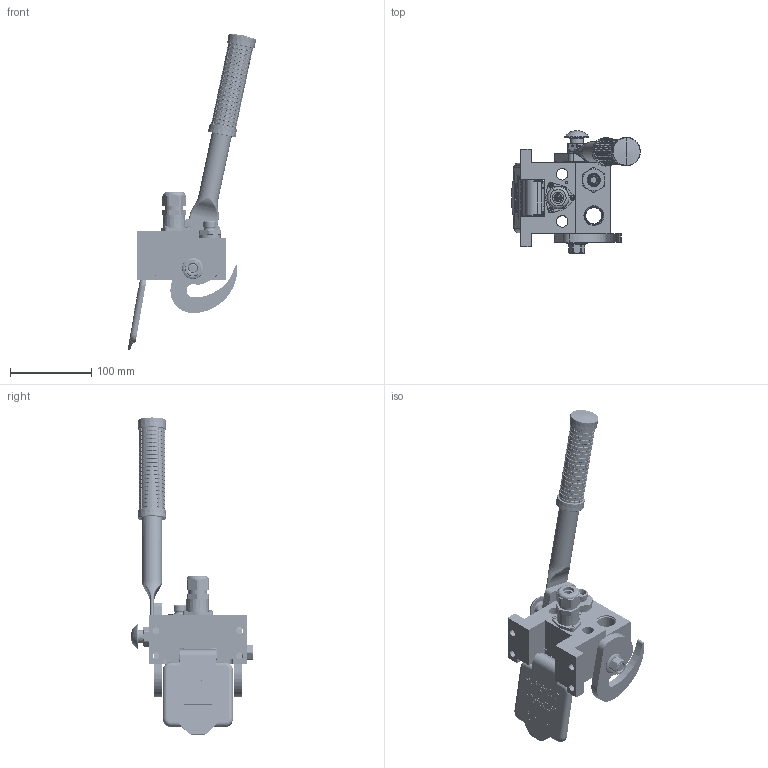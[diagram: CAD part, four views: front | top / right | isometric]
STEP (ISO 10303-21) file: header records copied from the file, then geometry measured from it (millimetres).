
FILE_DESCRIPTION (( 'STEP AP214' ), '1' );
FILE_NAME ('FASTER.step', '2024-12-25T09:04:55', ( '' ), ( '' ), 'SwSTEP 2.0', 'SolidWorks 2017', '' );
FILE_SCHEMA (( 'AUTOMOTIVE_DESIGN' ));
Length unit declared in the file: millimetre
Products named in the file (36): 2ffnb38-2_16_f; corpospel08-3f; 4820_001_0004_000; 4830_046_0000_000; 4830_025_0000_001; 4830_044_0000_000; 4850_024_2000_011; 4830_022_0000_011; 4820_024_1001_000; FASTER; 0048_042_0412_000; 4820_024_1001_010; CURS_MOLLA_38; conn_3p_f; 4850_024_0000_012; 4830_070_0000_001; 4830_025_2000_000; 4241_072_0000_200; or1_5x7_m; 4830_001_0005_300; 4820_024_1001_021; 4132_072_0000_300; 4820_001_0001_004; 4830_001_0005_301; sicura_p5; 4820_024_1001_020; 4820_020_0000_001; A_2ffnb38-2_16_f; or2x18; 4820_024_1001_000_ASM; 4132_014_0000_000; 1540_080_0012_000; P306_F_BASE; 4830_025_1000_000; et011
Assembly tree (41 placements, depth 4):
  FASTER
    P306_F_BASE
      4820_020_0000_001
      4820_001_0001_004
      4820_001_0004_000
      4830_001_0005_300
      4830_001_0005_301
      4830_025_1000_000
      4830_022_0000_011
      4830_070_0000_001
    conn_3p_f
      corpospel08-3f
      4830_044_0000_000  x3
      4830_046_0000_000
      4241_072_0000_200
    A_2ffnb38-2_16_f
      CURS_MOLLA_38
        4132_072_0000_300
        4132_014_0000_000
      2ffnb38-2_16_f
        2ffnb38-2_16_f
    4820_024_1001_000
      4820_024_1001_000_ASM
        4850_024_2000_011
        4820_024_1001_010
        4820_024_1001_021
      sicura_p5
        4830_025_0000_001
        or1_5x7_m
        0048_042_0412_000
      4830_025_1000_000
      4830_022_0000_011
      4820_024_1001_020
      1540_080_0012_000
      4830_025_2000_000
      4850_024_0000_012
      4830_070_0000_001
      or2x18  x2
    et011
Bounding box: 158.65 x 150.83 x 390.03 mm (x, y, z)
Volume: 185107 mm3; surface area: 251934 mm2
Topology: 32 solids, 66 shells, 4890 faces, 13021 edges, 8289 vertices
Faces by surface type: plane 1919, cylinder 1754, torus 615, bspline 324, cone 243, sphere 35
Entity records: 208519 total; most frequent: CARTESIAN_POINT 89363, ORIENTED_EDGE 24168, DIRECTION 20969, EDGE_CURVE 12412, VERTEX_POINT 7956, AXIS2_PLACEMENT_3D 7214, LINE 6541, VECTOR 6541
